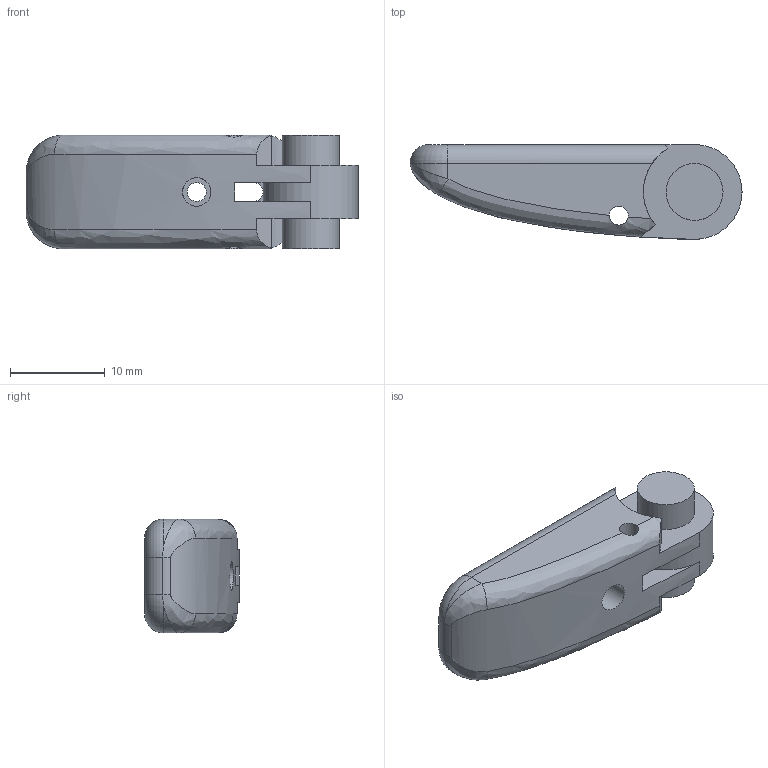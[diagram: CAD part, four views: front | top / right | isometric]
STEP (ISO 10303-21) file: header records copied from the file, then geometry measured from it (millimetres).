
FILE_DESCRIPTION(/* description */ ('STEP AP214'),/* implementation_level */ '2;1');
FILE_NAME(/* name */ '683c518f4258294a187f4219',/* time_stamp */ '2025-06-01T13:11:44Z',/* author */ (''),/* organization */ (''),/* preprocessor_version */ 'ST-DEVELOPER v20',/* originating_system */ 'ONSHAPE BY PTC INC, 1.198',/* authorisation */ ' ');
FILE_SCHEMA (('AUTOMOTIVE_DESIGN {1 0 10303 214 3 1 1}'));
Length unit declared in the file: metre
Products named in the file (1): Tip_THUMB_12
Bounding box: 35 x 10 x 12 mm (x, y, z)
Volume: 2686.9 mm3; surface area: 1745.5 mm2
Topology: 1 solids, 1 shells, 46 faces, 130 edges, 84 vertices
Faces by surface type: plane 21, cylinder 18, bspline 5, torus 2
Full cylindrical faces by diameter (mm): 2 x2, 3 x2, 6 x2
Entity records: 1621 total; most frequent: CARTESIAN_POINT 458, ORIENTED_EDGE 240, DIRECTION 221, EDGE_CURVE 120, AXIS2_PLACEMENT_3D 84, VERTEX_POINT 81, EDGE_LOOP 61, FACE_BOUND 61
